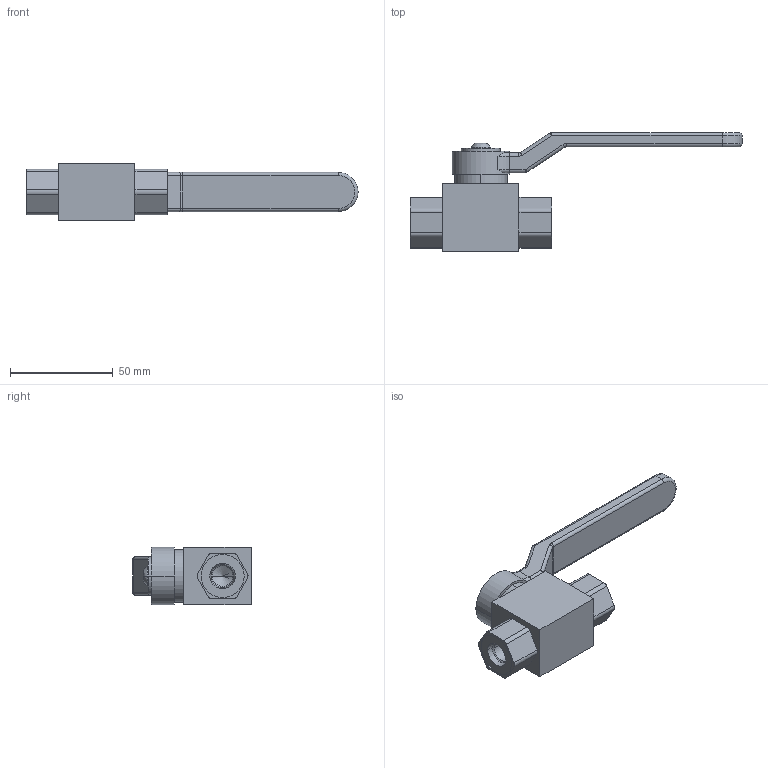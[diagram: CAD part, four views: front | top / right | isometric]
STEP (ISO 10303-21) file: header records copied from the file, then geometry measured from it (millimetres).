
FILE_DESCRIPTION((''),'2;1');
FILE_NAME('ILC70300000','2015-05-11T',('maj'),(''),'PRO/ENGINEER BY PARAMETRIC TECHNOLOGY CORPORATION, 2013320','PRO/ENGINEER BY PARAMETRIC TECHNOLOGY CORPORATION, 2013320','');
FILE_SCHEMA(('AUTOMOTIVE_DESIGN { 1 0 10303 214 1 1 1 1 }'));
Length unit declared in the file: inch
Products named in the file (1): ILC70300000
Bounding box: 161.51 x 57.73 x 27.99 mm (x, y, z)
Volume: 71040 mm3; surface area: 17711.8 mm2
Topology: 1 solids, 3 shells, 127 faces, 305 edges, 188 vertices
Faces by surface type: cylinder 51, plane 48, cone 12, torus 10, sphere 4, bspline 2
Entity records: 3814 total; most frequent: CARTESIAN_POINT 730, DIRECTION 673, ORIENTED_EDGE 594, EDGE_CURVE 301, AXIS2_PLACEMENT_3D 262, VERTEX_POINT 188, VECTOR 149, LINE 149
